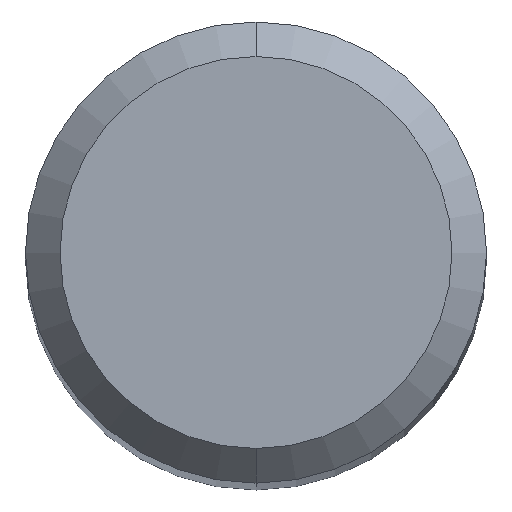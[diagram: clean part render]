
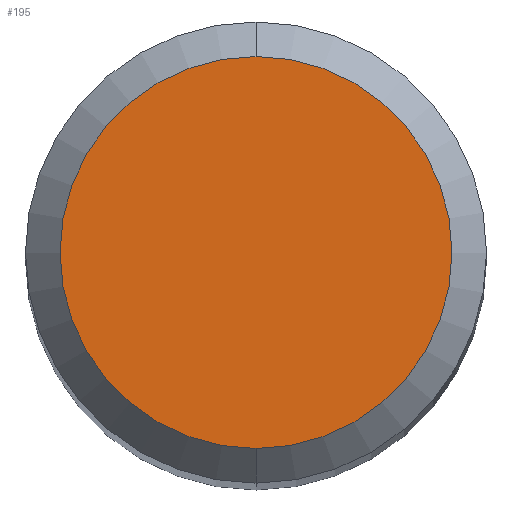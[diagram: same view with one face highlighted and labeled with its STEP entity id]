
A CAD part, top view. The second image highlights one B-rep face of the part: STEP entity #195.
In plain terms, the highlighted planar face has unit normal (0, 0, 1).
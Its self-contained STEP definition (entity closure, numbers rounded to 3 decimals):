
#195=ADVANCED_FACE('',(#511),#512,.T.);
#277=VERTEX_POINT('',#601);
#381=EDGE_CURVE('',#451,#277,#718,.T.);
#407=EDGE_CURVE('',#277,#451,#747,.T.);
#451=VERTEX_POINT('',#796);
#511=FACE_OUTER_BOUND('',#875,.T.);
#512=PLANE('',#876);
#601=CARTESIAN_POINT('',(0.0,1.7,0.0));
#718=CIRCLE('',#1318,1.7);
#747=CIRCLE('',#1374,1.7);
#796=CARTESIAN_POINT('',(0.,-1.7,0.0));
#875=EDGE_LOOP('',(#1491,#1492));
#876=AXIS2_PLACEMENT_3D('',#1493,#1494,#1495);
#1318=AXIS2_PLACEMENT_3D('',#1720,#1721,#1722);
#1374=AXIS2_PLACEMENT_3D('',#1753,#1754,#1755);
#1491=ORIENTED_EDGE('',*,*,#407,.F.);
#1492=ORIENTED_EDGE('',*,*,#381,.F.);
#1493=CARTESIAN_POINT('',(0.0,0.85,0.0));
#1494=DIRECTION('',(-0.0,0.0,1.0));
#1495=DIRECTION('',(0.0,-1.0,0.0));
#1720=CARTESIAN_POINT('',(0.0,0.0,0.0));
#1721=DIRECTION('',(0.0,0.0,-1.0));
#1722=DIRECTION('',(0.0,1.0,0.0));
#1753=CARTESIAN_POINT('',(0.0,0.0,0.0));
#1754=DIRECTION('',(0.0,0.0,-1.0));
#1755=DIRECTION('',(0.0,1.0,0.0));
